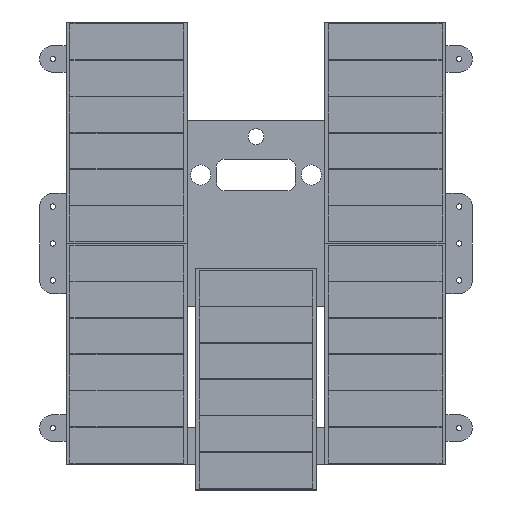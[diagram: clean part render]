
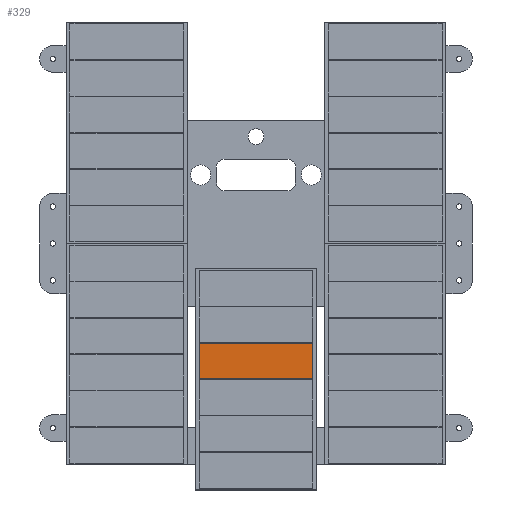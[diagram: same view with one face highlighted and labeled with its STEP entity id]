
A CAD part, top view. The second image highlights one B-rep face of the part: STEP entity #329.
In plain terms, the highlighted face is planar.
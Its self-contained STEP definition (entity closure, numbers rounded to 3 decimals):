
#329 = ADVANCED_FACE('',(#330),#364,.T.);
#330 = FACE_BOUND('',#331,.T.);
#331 = EDGE_LOOP('',(#332,#342,#350,#358));
#332 = ORIENTED_EDGE('',*,*,#333,.F.);
#333 = EDGE_CURVE('',#334,#336,#338,.T.);
#334 = VERTEX_POINT('',#335);
#335 = CARTESIAN_POINT('',(6.85,1.1,10.768));
#336 = VERTEX_POINT('',#337);
#337 = CARTESIAN_POINT('',(0.05,1.1,10.768));
#338 = LINE('',#339,#340);
#339 = CARTESIAN_POINT('',(5.15,1.1,10.768));
#340 = VECTOR('',#341,1.);
#341 = DIRECTION('',(-1.,0.,0.));
#342 = ORIENTED_EDGE('',*,*,#343,.F.);
#343 = EDGE_CURVE('',#344,#334,#346,.T.);
#344 = VERTEX_POINT('',#345);
#345 = CARTESIAN_POINT('',(6.85,1.1,-10.75));
#346 = LINE('',#347,#348);
#347 = CARTESIAN_POINT('',(6.85,1.1,-5.371));
#348 = VECTOR('',#349,1.);
#349 = DIRECTION('',(0.,0.,1.));
#350 = ORIENTED_EDGE('',*,*,#351,.F.);
#351 = EDGE_CURVE('',#352,#344,#354,.T.);
#352 = VERTEX_POINT('',#353);
#353 = CARTESIAN_POINT('',(0.05,1.1,-10.75));
#354 = LINE('',#355,#356);
#355 = CARTESIAN_POINT('',(1.75,1.1,-10.75));
#356 = VECTOR('',#357,1.);
#357 = DIRECTION('',(1.,0.,0.));
#358 = ORIENTED_EDGE('',*,*,#359,.F.);
#359 = EDGE_CURVE('',#336,#352,#360,.T.);
#360 = LINE('',#361,#362);
#361 = CARTESIAN_POINT('',(0.05,1.1,5.388));
#362 = VECTOR('',#363,1.);
#363 = DIRECTION('',(0.,0.,-1.));
#364 = PLANE('',#365);
#365 = AXIS2_PLACEMENT_3D('',#366,#367,#368);
#366 = CARTESIAN_POINT('',(3.45,1.1,0.009));
#367 = DIRECTION('',(0.,1.,0.));
#368 = DIRECTION('',(0.,-0.,1.));
